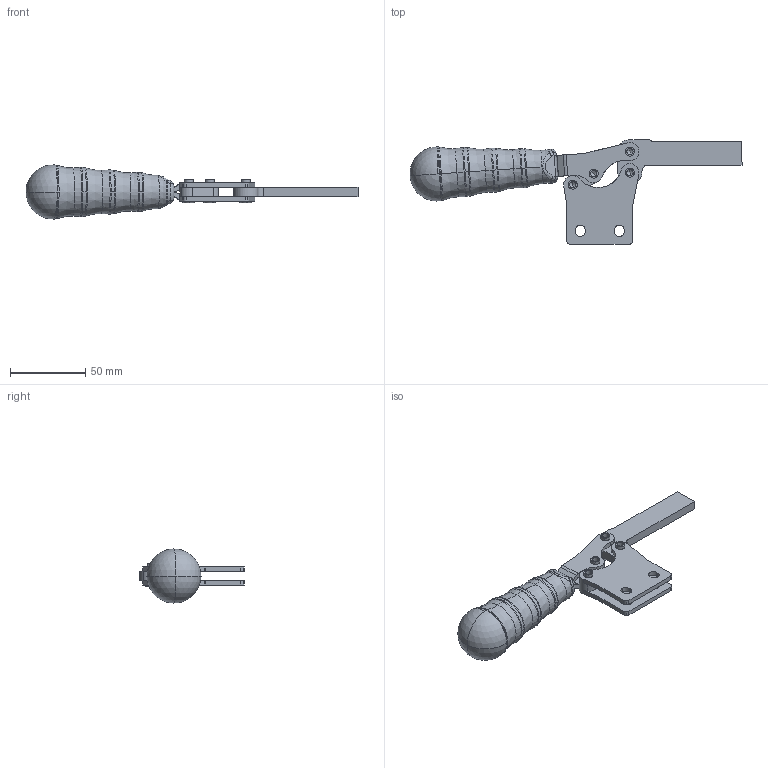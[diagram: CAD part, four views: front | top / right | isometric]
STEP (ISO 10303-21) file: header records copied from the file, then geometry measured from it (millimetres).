
FILE_DESCRIPTION((''),'2;1');
FILE_NAME('123F.1.stp','2005-09-27T15:41:26',('Kysilko'),(''),'Autodesk Inventor 8','Autodesk Inventor 8','');
FILE_SCHEMA(('AUTOMOTIVE_DESIGN { 1 0 10303 214 1 1 1 1 }'));
Length unit declared in the file: millimetre
Products named in the file (1): Part19
Bounding box: 220.68 x 69.64 x 36 mm (x, y, z)
Volume: 87462.8 mm3; surface area: 31019.7 mm2
Topology: 1 solids, 5 shells, 863 faces, 2323 edges, 1327 vertices
Faces by surface type: plane 351, cone 314, cylinder 89, bspline 87, sphere 14, torus 8
Entity records: 29880 total; most frequent: CARTESIAN_POINT 9371, ORIENTED_EDGE 4618, DIRECTION 4261, EDGE_CURVE 2309, AXIS2_PLACEMENT_3D 1765, VERTEX_POINT 1327, EDGE_LOOP 1038, CIRCLE 988
